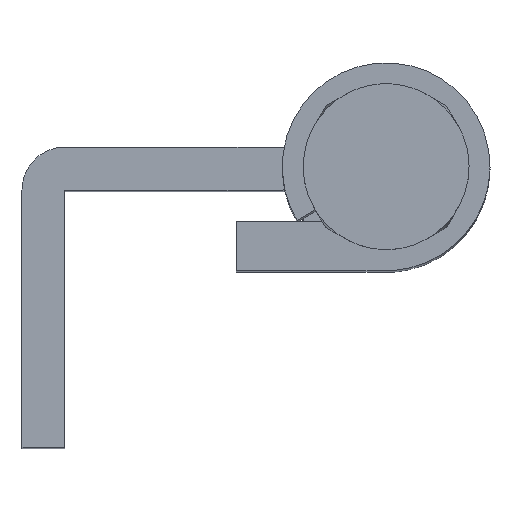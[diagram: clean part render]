
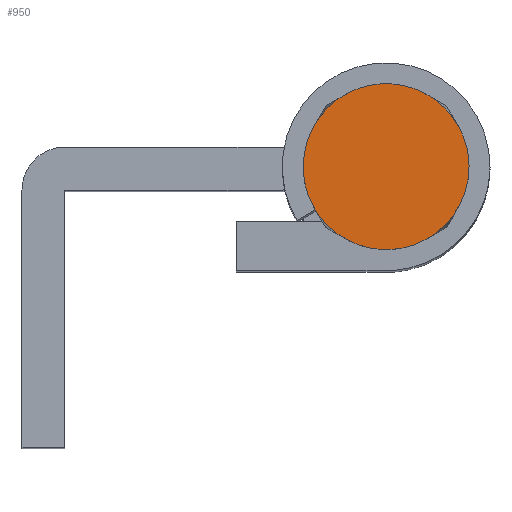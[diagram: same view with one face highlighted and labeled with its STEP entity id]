
A CAD part, top view. The second image highlights one B-rep face of the part: STEP entity #950.
In plain terms, the highlighted free-form (B-spline) face has degree [1, 1] with [2, 2] control points.
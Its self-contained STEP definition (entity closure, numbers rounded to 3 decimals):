
#900=CARTESIAN_POINT('',(-3.873,0.0,112.));
#901=VERTEX_POINT('',#900);
#902=CARTESIAN_POINT('',(3.873,0.0,112.));
#903=VERTEX_POINT('',#902);
#904=CARTESIAN_POINT('',(-3.873,0.0,112.));
#905=CARTESIAN_POINT('',(-3.873,3.873,112.));
#906=CARTESIAN_POINT('',(0.0,3.873,112.));
#907=CARTESIAN_POINT('',(3.873,3.873,112.));
#908=CARTESIAN_POINT('',(3.873,0.0,112.));
#916=(BOUNDED_CURVE()B_SPLINE_CURVE(2,(#904,#905,#906,#907,#908),.UNSPECIFIED.,.F.,.U.)B_SPLINE_CURVE_WITH_KNOTS((3,2,3),(0.0,0.25,0.5),.UNSPECIFIED.)CURVE()GEOMETRIC_REPRESENTATION_ITEM()RATIONAL_B_SPLINE_CURVE((1.0,0.707,1.0,0.707,1.0))REPRESENTATION_ITEM(''));
#917=EDGE_CURVE('',#901,#903,#916,.T.);
#919=CARTESIAN_POINT('',(3.873,0.0,112.));
#920=CARTESIAN_POINT('',(3.873,-3.873,112.));
#921=CARTESIAN_POINT('',(0.0,-3.873,112.));
#922=CARTESIAN_POINT('',(-3.873,-3.873,112.));
#923=CARTESIAN_POINT('',(-3.873,0.0,112.));
#931=(BOUNDED_CURVE()B_SPLINE_CURVE(2,(#919,#920,#921,#922,#923),.UNSPECIFIED.,.F.,.U.)B_SPLINE_CURVE_WITH_KNOTS((3,2,3),(0.5,0.75,1.0),.UNSPECIFIED.)CURVE()GEOMETRIC_REPRESENTATION_ITEM()RATIONAL_B_SPLINE_CURVE((1.0,0.707,1.0,0.707,1.0))REPRESENTATION_ITEM(''));
#932=EDGE_CURVE('',#903,#901,#931,.T.);
#941=CARTESIAN_POINT('',(4.26,-4.26,112.));
#942=CARTESIAN_POINT('',(-4.26,-4.26,112.));
#943=CARTESIAN_POINT('',(4.26,4.26,112.));
#944=CARTESIAN_POINT('',(-4.26,4.26,112.));
#945=B_SPLINE_SURFACE_WITH_KNOTS('',1,1,((#941,#943),(#942,#944)),.UNSPECIFIED.,.F.,.F.,.U.,(2,2),(2,2),(0.0,8.52),(0.0,8.52),.UNSPECIFIED.);
#946=ORIENTED_EDGE('',*,*,#932,.F.);
#947=ORIENTED_EDGE('',*,*,#917,.F.);
#948=EDGE_LOOP('',(#946,#947));
#949=FACE_OUTER_BOUND('',#948,.T.);
#950=ADVANCED_FACE('',(#949),#945,.F.);
